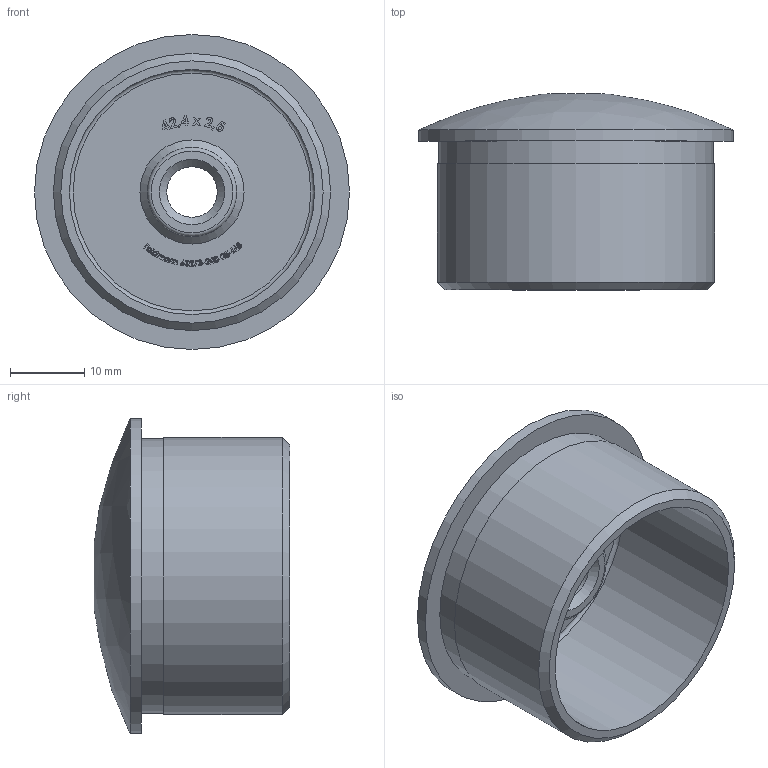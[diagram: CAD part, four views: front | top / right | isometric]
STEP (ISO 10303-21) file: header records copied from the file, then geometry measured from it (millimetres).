
FILE_DESCRIPTION (( 'STEP AP203' ), '1' );
FILE_NAME ('60273-240-25-M8.step', '2020-03-06T09:47:30', ( '' ), ( '' ), 'SwSTEP 2.0', 'SolidWorks 2015', '' );
FILE_SCHEMA (( 'CONFIG_CONTROL_DESIGN' ));
Length unit declared in the file: millimetre
Products named in the file (2): 60273-240-25-M8
Bounding box: 42.4 x 26.35 x 42.4 mm (x, y, z)
Volume: 10342.6 mm3; surface area: 8008.2 mm2
Topology: 1 solids, 1 shells, 412 faces, 1089 edges, 725 vertices
Faces by surface type: plane 251, bspline 148, cylinder 6, cone 4, torus 2, sphere 1
Full cylindrical faces by diameter (mm): 6.8 x1, 12 x1, 33 x1, 36.9 x1, 37.3 x1, 42.4 x1
Entity records: 20327 total; most frequent: CARTESIAN_POINT 11014, ORIENTED_EDGE 2148, DIRECTION 1328, EDGE_CURVE 1074, LINE 760, VECTOR 760, VERTEX_POINT 722, EDGE_LOOP 472
